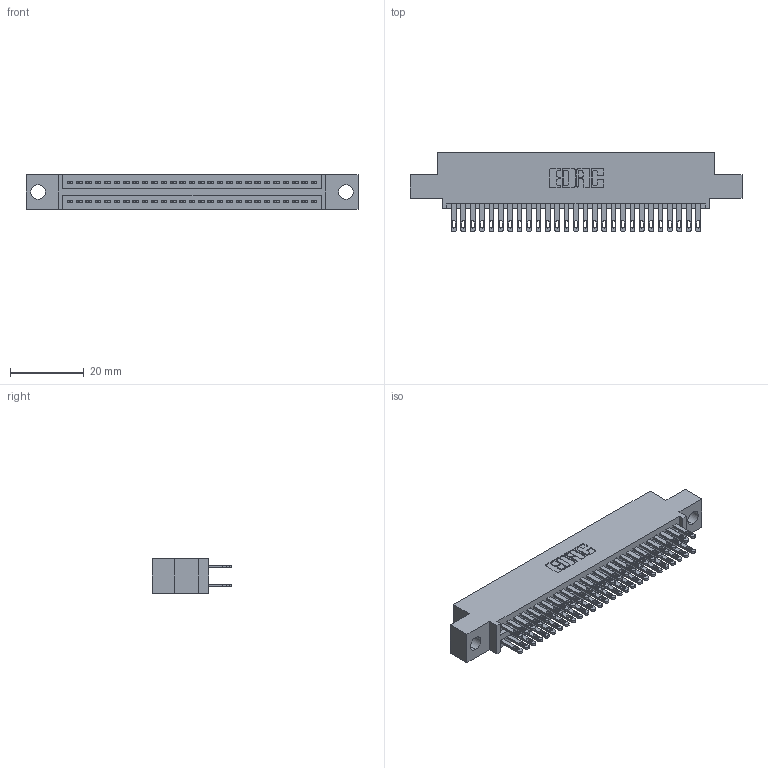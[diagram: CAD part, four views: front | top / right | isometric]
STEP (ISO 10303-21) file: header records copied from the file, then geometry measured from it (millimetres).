
FILE_DESCRIPTION (( 'STEP AP203' ), '1' );
FILE_NAME ('895-054-500-504.STEP', '2020-09-27T13:30:58', ( '' ), ( '' ), 'SwSTEP 2.0', 'SolidWorks 2020', '' );
FILE_SCHEMA (( 'CONFIG_CONTROL_DESIGN' ));
Length unit declared in the file: inch
Products named in the file (3): 345-292-001_345-293-100; 895-054-500-504; 845 Part_0.110 Offset - 0.156 Dia-TH
Assembly tree (55 placements, depth 2):
  895-054-500-504
    845 Part_0.110 Offset - 0.156 Dia-TH
    345-292-001_345-293-100  x54
Bounding box: 89.79 x 21.51 x 9.4 mm (x, y, z)
Volume: 8586.8 mm3; surface area: 12860.9 mm2
Topology: 55 solids, 55 shells, 2614 faces, 7967 edges, 5310 vertices
Faces by surface type: plane 1542, cylinder 1072
Entity records: 23269 total; most frequent: CARTESIAN_POINT 3916, ORIENTED_EDGE 3850, DIRECTION 3473, EDGE_CURVE 1925, VECTOR 1681, LINE 1681, VERTEX_POINT 1282, AXIS2_PLACEMENT_3D 896
